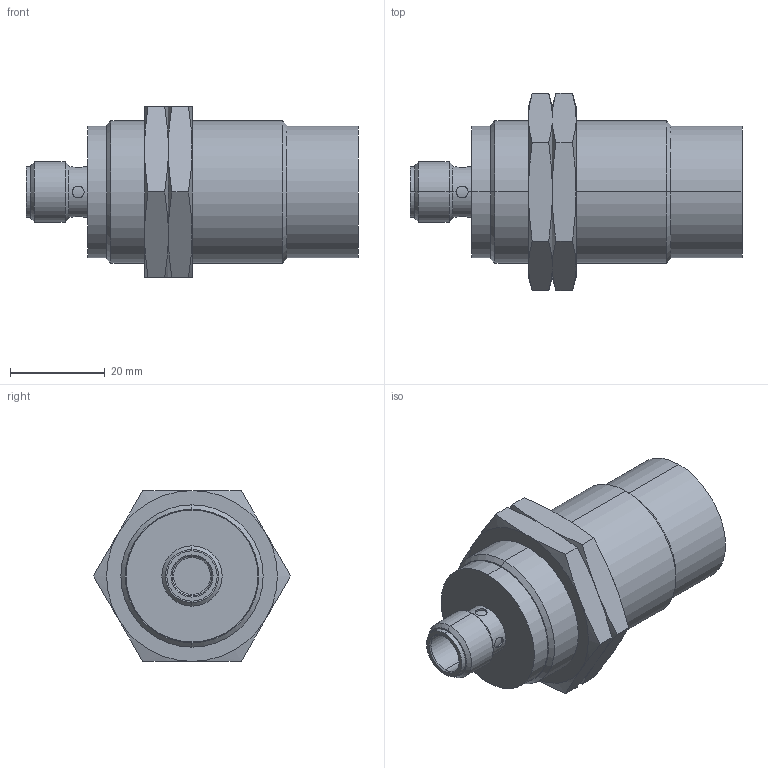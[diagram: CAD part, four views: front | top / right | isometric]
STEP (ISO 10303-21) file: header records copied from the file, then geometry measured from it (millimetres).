
FILE_DESCRIPTION (( 'STEP AP214' ), '1' );
FILE_NAME ('VFT1-A0-2M.step', '2018-04-17T20:06:11', ( '' ), ( '' ), 'SwSTEP 2.0', 'SolidWorks 2017', '' );
FILE_SCHEMA (( 'AUTOMOTIVE_DESIGN' ));
Length unit declared in the file: inch
Products named in the file (1): VFT1-A0-2M
Bounding box: 70 x 41.57 x 36 mm (x, y, z)
Volume: 43933.3 mm3; surface area: 11134.6 mm2
Topology: 3 solids, 3 shells, 99 faces, 206 edges, 121 vertices
Faces by surface type: cone 42, cylinder 31, plane 24, bspline 2
Entity records: 4480 total; most frequent: CARTESIAN_POINT 1104, DIRECTION 415, ORIENTED_EDGE 412, EDGE_CURVE 206, AXIS2_PLACEMENT_3D 178, VERTEX_POINT 121, EDGE_LOOP 111, DIMENSIONAL_EXPONENTS 104
